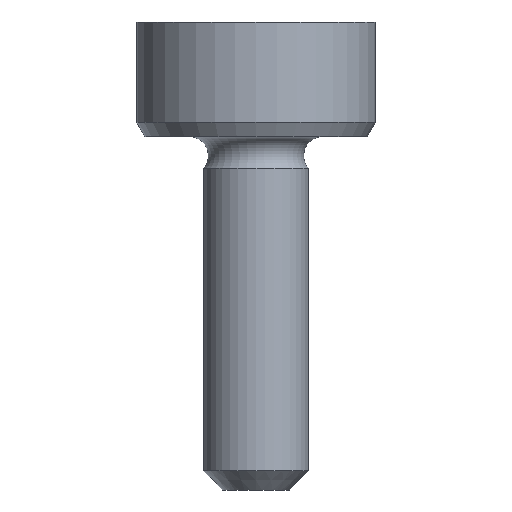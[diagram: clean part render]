
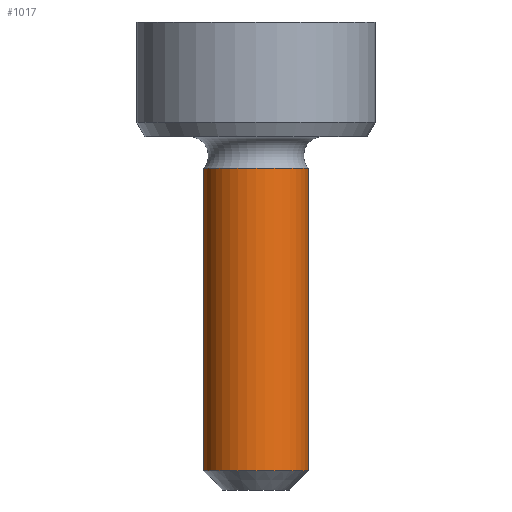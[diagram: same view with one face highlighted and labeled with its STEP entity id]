
A CAD part, front view. The second image highlights one B-rep face of the part: STEP entity #1017.
In plain terms, the highlighted cylindrical face has radius 0.55 mm (diameter 1.1 mm), a full revolution.
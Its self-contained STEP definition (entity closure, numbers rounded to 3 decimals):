
#16=CYLINDRICAL_SURFACE('',#1081,0.55);
#33=CIRCLE('',#1080,0.55);
#34=CIRCLE('',#1082,0.55);
#35=CIRCLE('',#1083,0.55);
#118=FACE_OUTER_BOUND('',#179,.T.);
#179=EDGE_LOOP('',(#916,#917,#918,#919,#920));
#263=LINE('',#2008,#343);
#343=VECTOR('',#1248,0.55);
#490=VERTEX_POINT('',#2000);
#491=VERTEX_POINT('',#2004);
#492=VERTEX_POINT('',#2005);
#633=EDGE_CURVE('',#490,#490,#33,.T.);
#635=EDGE_CURVE('',#491,#492,#34,.T.);
#636=EDGE_CURVE('',#492,#491,#35,.T.);
#637=EDGE_CURVE('',#492,#490,#263,.T.);
#916=ORIENTED_EDGE('',*,*,#635,.F.);
#917=ORIENTED_EDGE('',*,*,#636,.F.);
#918=ORIENTED_EDGE('',*,*,#637,.T.);
#919=ORIENTED_EDGE('',*,*,#633,.T.);
#920=ORIENTED_EDGE('',*,*,#637,.F.);
#1017=ADVANCED_FACE('',(#118),#16,.T.);
#1080=AXIS2_PLACEMENT_3D('',#2001,#1239,#1240);
#1081=AXIS2_PLACEMENT_3D('',#2003,#1242,#1243);
#1082=AXIS2_PLACEMENT_3D('',#2006,#1244,#1245);
#1083=AXIS2_PLACEMENT_3D('',#2007,#1246,#1247);
#1239=DIRECTION('center_axis',(0.,0.,1.));
#1240=DIRECTION('ref_axis',(0.,-1.,0.));
#1242=DIRECTION('center_axis',(0.,0.,1.));
#1243=DIRECTION('ref_axis',(0.,-1.,0.));
#1244=DIRECTION('center_axis',(0.,0.,1.));
#1245=DIRECTION('ref_axis',(0.,-1.,0.));
#1246=DIRECTION('center_axis',(0.,0.,1.));
#1247=DIRECTION('ref_axis',(0.,-1.,0.));
#1248=DIRECTION('',(0.,0.,-1.));
#2000=CARTESIAN_POINT('',(0.,0.55,-3.5));
#2001=CARTESIAN_POINT('Origin',(0.,0.,-3.5));
#2003=CARTESIAN_POINT('Origin',(0.,0.,-1.916));
#2004=CARTESIAN_POINT('',(-0.55,0.,-0.332));
#2005=CARTESIAN_POINT('',(0.,0.55,-0.332));
#2006=CARTESIAN_POINT('Origin',(0.,0.,-0.332));
#2007=CARTESIAN_POINT('Origin',(0.,0.,-0.332));
#2008=CARTESIAN_POINT('',(0.,0.55,-1.916));
